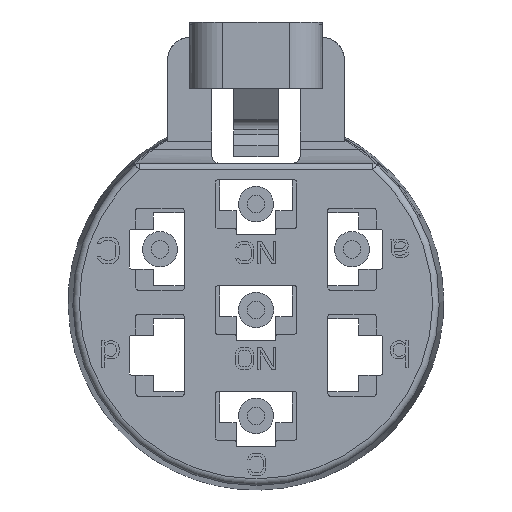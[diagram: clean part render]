
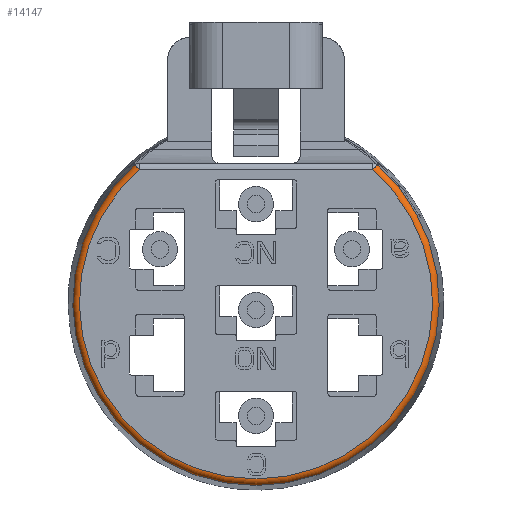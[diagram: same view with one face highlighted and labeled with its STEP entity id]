
A CAD part, front view. The second image highlights one B-rep face of the part: STEP entity #14147.
In plain terms, the highlighted toroidal (fillet/blend) face has major radius 8.003 mm and minor radius 0.3 mm.
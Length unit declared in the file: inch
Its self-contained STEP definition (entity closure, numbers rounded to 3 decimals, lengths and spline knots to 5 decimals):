
#19=TOROIDAL_SURFACE('',#14794,0.31506,0.01181);
#1571=FACE_OUTER_BOUND('',#2320,.T.);
#2320=EDGE_LOOP('',(#12002,#12003,#12004,#12005));
#6052=CIRCLE('',#14665,0.32687);
#6056=CIRCLE('',#14792,0.01181);
#6058=CIRCLE('',#14795,0.01181);
#6059=CIRCLE('',#14796,0.31506);
#6749=VERTEX_POINT('',#27141);
#6750=VERTEX_POINT('',#27146);
#6969=VERTEX_POINT('',#29442);
#6970=VERTEX_POINT('',#29446);
#8390=EDGE_CURVE('',#6750,#6749,#6052,.T.);
#8790=EDGE_CURVE('',#6969,#6750,#6056,.T.);
#8792=EDGE_CURVE('',#6970,#6749,#6058,.T.);
#8793=EDGE_CURVE('',#6969,#6970,#6059,.T.);
#12002=ORIENTED_EDGE('',*,*,#8790,.T.);
#12003=ORIENTED_EDGE('',*,*,#8390,.T.);
#12004=ORIENTED_EDGE('',*,*,#8792,.F.);
#12005=ORIENTED_EDGE('',*,*,#8793,.F.);
#14147=ADVANCED_FACE('',(#1571),#19,.T.);
#14665=AXIS2_PLACEMENT_3D('',#27147,#16155,#16156);
#14792=AXIS2_PLACEMENT_3D('',#29443,#16747,#16748);
#14794=AXIS2_PLACEMENT_3D('',#29445,#16751,#16752);
#14795=AXIS2_PLACEMENT_3D('',#29447,#16753,#16754);
#14796=AXIS2_PLACEMENT_3D('',#29448,#16755,#16756);
#16155=DIRECTION('center_axis',(0.,-1.,0.));
#16156=DIRECTION('ref_axis',(0.662,0.,0.75));
#16747=DIRECTION('center_axis',(-0.75,0.,
-0.662));
#16748=DIRECTION('ref_axis',(0.,-1.,0.));
#16751=DIRECTION('center_axis',(0.,1.,0.));
#16752=DIRECTION('ref_axis',(0.,0.,-1.));
#16753=DIRECTION('center_axis',(-0.75,0.,
0.662));
#16754=DIRECTION('ref_axis',(0.662,-0.009,0.75));
#16755=DIRECTION('center_axis',(0.,-1.,0.));
#16756=DIRECTION('ref_axis',(0.662,0.,0.75));
#27141=CARTESIAN_POINT('',(0.2163,0.01171,0.24508));
#27146=CARTESIAN_POINT('',(-0.2163,0.01171,0.24508));
#27147=CARTESIAN_POINT('Origin',(0.,0.01171,
0.));
#29442=CARTESIAN_POINT('',(-0.20848,0.,0.23622));
#29443=CARTESIAN_POINT('Origin',(-0.20848,0.01181,
0.23622));
#29445=CARTESIAN_POINT('Origin',(0.,0.01181,
0.));
#29446=CARTESIAN_POINT('',(0.20848,0.,0.23622));
#29447=CARTESIAN_POINT('Origin',(0.20848,0.01181,0.23622));
#29448=CARTESIAN_POINT('Origin',(0.,0.,
0.));
